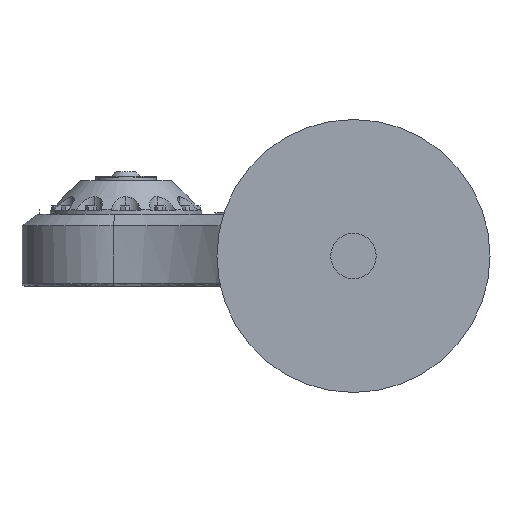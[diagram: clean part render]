
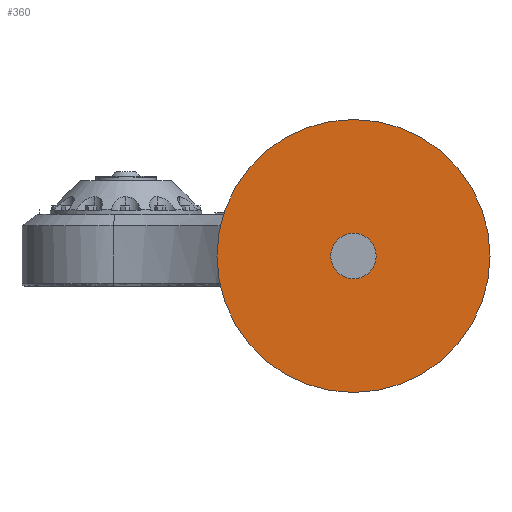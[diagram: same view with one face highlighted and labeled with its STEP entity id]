
A CAD part, front view. The second image highlights one B-rep face of the part: STEP entity #360.
In plain terms, the highlighted planar face has unit normal (0, -1, 0).
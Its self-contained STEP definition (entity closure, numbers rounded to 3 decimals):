
#213 = CIRCLE ( 'NONE', #5830, 90. ) ;
#360 = ADVANCED_FACE ( 'NONE', ( #7263, #3436 ), #8057, .F. ) ;
#420 = DIRECTION ( 'NONE',  ( 0., 1., 0. ) ) ;
#561 = EDGE_LOOP ( 'NONE', ( #6841, #9168 ) ) ;
#1028 = CIRCLE ( 'NONE', #5051, 15. ) ;
#1162 = CARTESIAN_POINT ( 'NONE',  ( 0., 0., 0. ) ) ;
#1178 = DIRECTION ( 'NONE',  ( 0., 0., -1. ) ) ;
#1231 = CARTESIAN_POINT ( 'NONE',  ( 0., 0., 0. ) ) ;
#1291 = VERTEX_POINT ( 'NONE', #4447 ) ;
#1324 = AXIS2_PLACEMENT_3D ( 'NONE', #6553, #4281, #6896 ) ;
#1574 = AXIS2_PLACEMENT_3D ( 'NONE', #1162, #420, #6560 ) ;
#2234 = EDGE_CURVE ( 'NONE', #3651, #6900, #7133, .T. ) ;
#2554 = CARTESIAN_POINT ( 'NONE',  ( 0., 0., 0. ) ) ;
#2699 = EDGE_CURVE ( 'NONE', #9783, #1291, #1028, .T. ) ;
#3436 = FACE_OUTER_BOUND ( 'NONE', #7476, .T. ) ;
#3455 = DIRECTION ( 'NONE',  ( 0., -1., 0. ) ) ;
#3651 = VERTEX_POINT ( 'NONE', #9113 ) ;
#3925 = CARTESIAN_POINT ( 'NONE',  ( 0., 0., 90. ) ) ;
#4281 = DIRECTION ( 'NONE',  ( 0., -1., 0. ) ) ;
#4447 = CARTESIAN_POINT ( 'NONE',  ( 0., 0., -15. ) ) ;
#5041 = CARTESIAN_POINT ( 'NONE',  ( 0., 0., 15. ) ) ;
#5051 = AXIS2_PLACEMENT_3D ( 'NONE', #1231, #3455, #1178 ) ;
#5339 = ORIENTED_EDGE ( 'NONE', *, *, #2234, .F. ) ;
#5830 = AXIS2_PLACEMENT_3D ( 'NONE', #8104, #7401, #9609 ) ;
#6482 = AXIS2_PLACEMENT_3D ( 'NONE', #2554, #9399, #6537 ) ;
#6537 = DIRECTION ( 'NONE',  ( 0., 0., 1. ) ) ;
#6553 = CARTESIAN_POINT ( 'NONE',  ( 0., 0., 0. ) ) ;
#6560 = DIRECTION ( 'NONE',  ( 0., 0., 1. ) ) ;
#6570 = EDGE_CURVE ( 'NONE', #6900, #3651, #213, .T. ) ;
#6678 = EDGE_CURVE ( 'NONE', #1291, #9783, #7129, .T. ) ;
#6841 = ORIENTED_EDGE ( 'NONE', *, *, #6678, .F. ) ;
#6896 = DIRECTION ( 'NONE',  ( 0., 0., -1. ) ) ;
#6900 = VERTEX_POINT ( 'NONE', #3925 ) ;
#7129 = CIRCLE ( 'NONE', #1324, 15. ) ;
#7133 = CIRCLE ( 'NONE', #6482, 90. ) ;
#7263 = FACE_BOUND ( 'NONE', #561, .T. ) ;
#7401 = DIRECTION ( 'NONE',  ( 0., 1., 0. ) ) ;
#7476 = EDGE_LOOP ( 'NONE', ( #5339, #9280 ) ) ;
#8057 = PLANE ( 'NONE',  #1574 ) ;
#8104 = CARTESIAN_POINT ( 'NONE',  ( 0., 0., 0. ) ) ;
#9113 = CARTESIAN_POINT ( 'NONE',  ( 0., 0., -90. ) ) ;
#9168 = ORIENTED_EDGE ( 'NONE', *, *, #2699, .F. ) ;
#9280 = ORIENTED_EDGE ( 'NONE', *, *, #6570, .F. ) ;
#9399 = DIRECTION ( 'NONE',  ( 0., 1., 0. ) ) ;
#9609 = DIRECTION ( 'NONE',  ( 0., 0., 1. ) ) ;
#9783 = VERTEX_POINT ( 'NONE', #5041 ) ;
